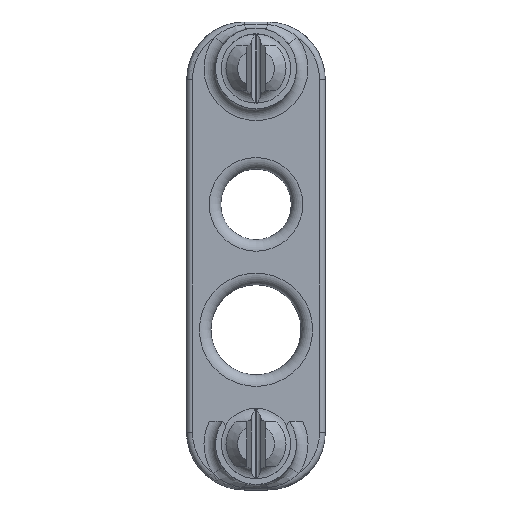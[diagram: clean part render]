
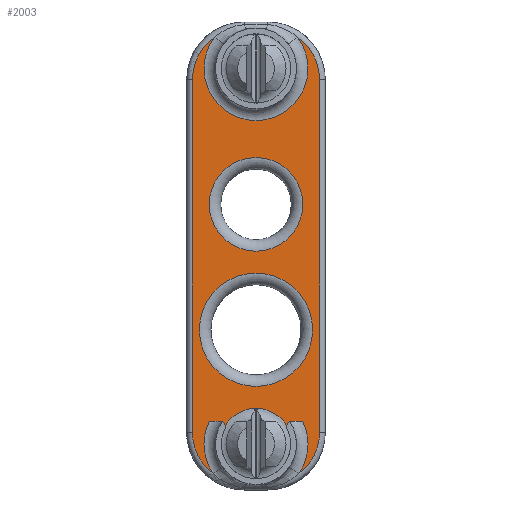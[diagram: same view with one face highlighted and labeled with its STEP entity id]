
A CAD part, top view. The second image highlights one B-rep face of the part: STEP entity #2003.
In plain terms, the highlighted planar face has unit normal (0, 0, 1).
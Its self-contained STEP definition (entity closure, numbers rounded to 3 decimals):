
#57=FACE_BOUND('',#448,.T.);
#58=FACE_BOUND('',#449,.T.);
#67=PLANE('',#2161);
#109=LINE('',#3091,#191);
#110=LINE('',#3095,#192);
#111=LINE('',#3101,#193);
#112=LINE('',#3107,#194);
#113=LINE('',#3115,#195);
#114=LINE('',#3121,#196);
#191=VECTOR('',#2448,10.);
#192=VECTOR('',#2451,10.);
#193=VECTOR('',#2456,10.);
#194=VECTOR('',#2461,10.);
#195=VECTOR('',#2468,10.);
#196=VECTOR('',#2473,10.);
#315=FACE_OUTER_BOUND('',#447,.T.);
#447=EDGE_LOOP('',(#1338,#1339,#1340,#1341,#1342,#1343,#1344,#1345,#1346,
#1347,#1348,#1349,#1350,#1351,#1352,#1353,#1354,#1355));
#448=EDGE_LOOP('',(#1356));
#449=EDGE_LOOP('',(#1357));
#662=CIRCLE('',#2154,4.9);
#668=CIRCLE('',#2162,3.);
#669=CIRCLE('',#2163,3.1);
#670=CIRCLE('',#2164,0.5);
#671=CIRCLE('',#2165,4.5);
#672=CIRCLE('',#2166,4.5);
#673=CIRCLE('',#2167,4.5);
#674=CIRCLE('',#2168,4.5);
#675=CIRCLE('',#2169,4.5);
#676=CIRCLE('',#2170,4.5);
#677=CIRCLE('',#2171,4.5);
#678=CIRCLE('',#2172,0.5);
#679=CIRCLE('',#2173,3.1);
#680=CIRCLE('',#2174,4.05);
#806=VERTEX_POINT('',#3065);
#812=VERTEX_POINT('',#3089);
#813=VERTEX_POINT('',#3090);
#814=VERTEX_POINT('',#3092);
#815=VERTEX_POINT('',#3094);
#816=VERTEX_POINT('',#3096);
#817=VERTEX_POINT('',#3098);
#818=VERTEX_POINT('',#3100);
#819=VERTEX_POINT('',#3102);
#820=VERTEX_POINT('',#3104);
#821=VERTEX_POINT('',#3106);
#822=VERTEX_POINT('',#3108);
#823=VERTEX_POINT('',#3110);
#824=VERTEX_POINT('',#3112);
#825=VERTEX_POINT('',#3114);
#826=VERTEX_POINT('',#3116);
#827=VERTEX_POINT('',#3118);
#828=VERTEX_POINT('',#3120);
#829=VERTEX_POINT('',#3122);
#830=VERTEX_POINT('',#3125);
#1004=EDGE_CURVE('',#806,#806,#662,.T.);
#1012=EDGE_CURVE('',#812,#813,#109,.T.);
#1013=EDGE_CURVE('',#812,#814,#668,.T.);
#1014=EDGE_CURVE('',#815,#814,#110,.T.);
#1015=EDGE_CURVE('',#816,#815,#669,.T.);
#1016=EDGE_CURVE('',#817,#816,#670,.F.);
#1017=EDGE_CURVE('',#817,#818,#111,.T.);
#1018=EDGE_CURVE('',#819,#818,#671,.T.);
#1019=EDGE_CURVE('',#820,#819,#672,.T.);
#1020=EDGE_CURVE('',#821,#820,#112,.T.);
#1021=EDGE_CURVE('',#822,#821,#673,.T.);
#1022=EDGE_CURVE('',#823,#822,#674,.T.);
#1023=EDGE_CURVE('',#824,#823,#675,.T.);
#1024=EDGE_CURVE('',#825,#824,#113,.T.);
#1025=EDGE_CURVE('',#826,#825,#676,.T.);
#1026=EDGE_CURVE('',#827,#826,#677,.T.);
#1027=EDGE_CURVE('',#827,#828,#114,.T.);
#1028=EDGE_CURVE('',#828,#829,#678,.T.);
#1029=EDGE_CURVE('',#829,#813,#679,.T.);
#1030=EDGE_CURVE('',#830,#830,#680,.T.);
#1338=ORIENTED_EDGE('',*,*,#1012,.F.);
#1339=ORIENTED_EDGE('',*,*,#1013,.T.);
#1340=ORIENTED_EDGE('',*,*,#1014,.F.);
#1341=ORIENTED_EDGE('',*,*,#1015,.F.);
#1342=ORIENTED_EDGE('',*,*,#1016,.F.);
#1343=ORIENTED_EDGE('',*,*,#1017,.T.);
#1344=ORIENTED_EDGE('',*,*,#1018,.F.);
#1345=ORIENTED_EDGE('',*,*,#1019,.F.);
#1346=ORIENTED_EDGE('',*,*,#1020,.F.);
#1347=ORIENTED_EDGE('',*,*,#1021,.F.);
#1348=ORIENTED_EDGE('',*,*,#1022,.F.);
#1349=ORIENTED_EDGE('',*,*,#1023,.F.);
#1350=ORIENTED_EDGE('',*,*,#1024,.F.);
#1351=ORIENTED_EDGE('',*,*,#1025,.F.);
#1352=ORIENTED_EDGE('',*,*,#1026,.F.);
#1353=ORIENTED_EDGE('',*,*,#1027,.T.);
#1354=ORIENTED_EDGE('',*,*,#1028,.T.);
#1355=ORIENTED_EDGE('',*,*,#1029,.T.);
#1356=ORIENTED_EDGE('',*,*,#1030,.F.);
#1357=ORIENTED_EDGE('',*,*,#1004,.F.);
#2003=ADVANCED_FACE('',(#315,#57,#58),#67,.T.);
#2154=AXIS2_PLACEMENT_3D('',#3066,#2431,#2432);
#2161=AXIS2_PLACEMENT_3D('',#3088,#2446,#2447);
#2162=AXIS2_PLACEMENT_3D('',#3093,#2449,#2450);
#2163=AXIS2_PLACEMENT_3D('',#3097,#2452,#2453);
#2164=AXIS2_PLACEMENT_3D('',#3099,#2454,#2455);
#2165=AXIS2_PLACEMENT_3D('',#3103,#2457,#2458);
#2166=AXIS2_PLACEMENT_3D('',#3105,#2459,#2460);
#2167=AXIS2_PLACEMENT_3D('',#3109,#2462,#2463);
#2168=AXIS2_PLACEMENT_3D('',#3111,#2464,#2465);
#2169=AXIS2_PLACEMENT_3D('',#3113,#2466,#2467);
#2170=AXIS2_PLACEMENT_3D('',#3117,#2469,#2470);
#2171=AXIS2_PLACEMENT_3D('',#3119,#2471,#2472);
#2172=AXIS2_PLACEMENT_3D('',#3123,#2474,#2475);
#2173=AXIS2_PLACEMENT_3D('',#3124,#2476,#2477);
#2174=AXIS2_PLACEMENT_3D('',#3126,#2478,#2479);
#2431=DIRECTION('center_axis',(0.,0.,1.));
#2432=DIRECTION('ref_axis',(1.,0.,0.));
#2446=DIRECTION('center_axis',(0.,0.,1.));
#2447=DIRECTION('ref_axis',(1.,0.,0.));
#2448=DIRECTION('',(0.,1.,0.));
#2449=DIRECTION('center_axis',(0.,0.,1.));
#2450=DIRECTION('ref_axis',(1.,0.,0.));
#2451=DIRECTION('',(0.,-1.,0.));
#2452=DIRECTION('center_axis',(0.,0.,1.));
#2453=DIRECTION('ref_axis',(-1.,0.,0.));
#2454=DIRECTION('center_axis',(0.,0.,-1.));
#2455=DIRECTION('ref_axis',(-0.845,0.535,0.));
#2456=DIRECTION('',(1.,0.,0.));
#2457=DIRECTION('center_axis',(0.,0.,1.));
#2458=DIRECTION('ref_axis',(0.919,-0.394,0.));
#2459=DIRECTION('center_axis',(0.,0.,-1.));
#2460=DIRECTION('ref_axis',(0.707,-0.707,0.));
#2461=DIRECTION('',(0.,-1.,0.));
#2462=DIRECTION('center_axis',(0.,0.,-1.));
#2463=DIRECTION('ref_axis',(0.707,0.707,0.));
#2464=DIRECTION('center_axis',(0.,0.,1.));
#2465=DIRECTION('ref_axis',(1.,0.,0.));
#2466=DIRECTION('center_axis',(0.,0.,-1.));
#2467=DIRECTION('ref_axis',(-0.707,0.707,0.));
#2468=DIRECTION('',(0.,1.,0.));
#2469=DIRECTION('center_axis',(0.,0.,-1.));
#2470=DIRECTION('ref_axis',(-0.707,-0.707,0.));
#2471=DIRECTION('center_axis',(0.,0.,1.));
#2472=DIRECTION('ref_axis',(-0.919,-0.394,0.));
#2473=DIRECTION('',(1.,0.,0.));
#2474=DIRECTION('center_axis',(0.,0.,-1.));
#2475=DIRECTION('ref_axis',(0.845,0.535,0.));
#2476=DIRECTION('center_axis',(0.,0.,-1.));
#2477=DIRECTION('ref_axis',(-1.,0.,0.));
#2478=DIRECTION('center_axis',(0.,0.,1.));
#2479=DIRECTION('ref_axis',(1.,0.,0.));
#3065=CARTESIAN_POINT('',(4.9,-5.1,0.));
#3066=CARTESIAN_POINT('Origin',(0.,-5.1,0.));
#3088=CARTESIAN_POINT('Origin',(0.,1.286,0.));
#3089=CARTESIAN_POINT('',(-0.026,-18.,0.));
#3090=CARTESIAN_POINT('',(-0.026,-11.9,0.));
#3091=CARTESIAN_POINT('',(-0.026,-3.271,0.));
#3092=CARTESIAN_POINT('',(0.026,-18.,0.));
#3093=CARTESIAN_POINT('Origin',(0.,-15.,0.));
#3094=CARTESIAN_POINT('',(0.026,-11.9,0.));
#3095=CARTESIAN_POINT('',(0.026,-2.3,0.));
#3096=CARTESIAN_POINT('',(2.668,-13.422,0.));
#3097=CARTESIAN_POINT('Origin',(0.,-15.,0.));
#3098=CARTESIAN_POINT('',(3.162,-13.,0.));
#3099=CARTESIAN_POINT('Origin',(3.162,-13.5,0.));
#3100=CARTESIAN_POINT('',(4.031,-13.,0.));
#3101=CARTESIAN_POINT('',(-3.5,-13.,0.));
#3102=CARTESIAN_POINT('',(3.702,-17.558,0.));
#3103=CARTESIAN_POINT('Origin',(0.,-15.,0.));
#3104=CARTESIAN_POINT('',(5.5,-13.96,0.));
#3105=CARTESIAN_POINT('Origin',(1.,-13.96,0.));
#3106=CARTESIAN_POINT('',(5.5,16.532,0.));
#3107=CARTESIAN_POINT('',(5.5,8.909,0.));
#3108=CARTESIAN_POINT('',(3.592,20.211,0.));
#3109=CARTESIAN_POINT('Origin',(1.,16.532,0.));
#3110=CARTESIAN_POINT('',(-3.592,20.211,0.));
#3111=CARTESIAN_POINT('Origin',(0.,17.5,0.));
#3112=CARTESIAN_POINT('',(-5.5,16.532,0.));
#3113=CARTESIAN_POINT('Origin',(-1.,16.532,0.));
#3114=CARTESIAN_POINT('',(-5.5,-13.96,0.));
#3115=CARTESIAN_POINT('',(-5.5,-6.337,0.));
#3116=CARTESIAN_POINT('',(-3.702,-17.558,0.));
#3117=CARTESIAN_POINT('Origin',(-1.,-13.96,0.));
#3118=CARTESIAN_POINT('',(-4.031,-13.,0.));
#3119=CARTESIAN_POINT('Origin',(0.,-15.,0.));
#3120=CARTESIAN_POINT('',(-3.162,-13.,0.));
#3121=CARTESIAN_POINT('',(-3.5,-13.,0.));
#3122=CARTESIAN_POINT('',(-2.668,-13.422,0.));
#3123=CARTESIAN_POINT('Origin',(-3.162,-13.5,0.));
#3124=CARTESIAN_POINT('Origin',(0.,-15.,0.));
#3125=CARTESIAN_POINT('',(4.05,5.75,0.));
#3126=CARTESIAN_POINT('Origin',(0.,5.75,0.));
